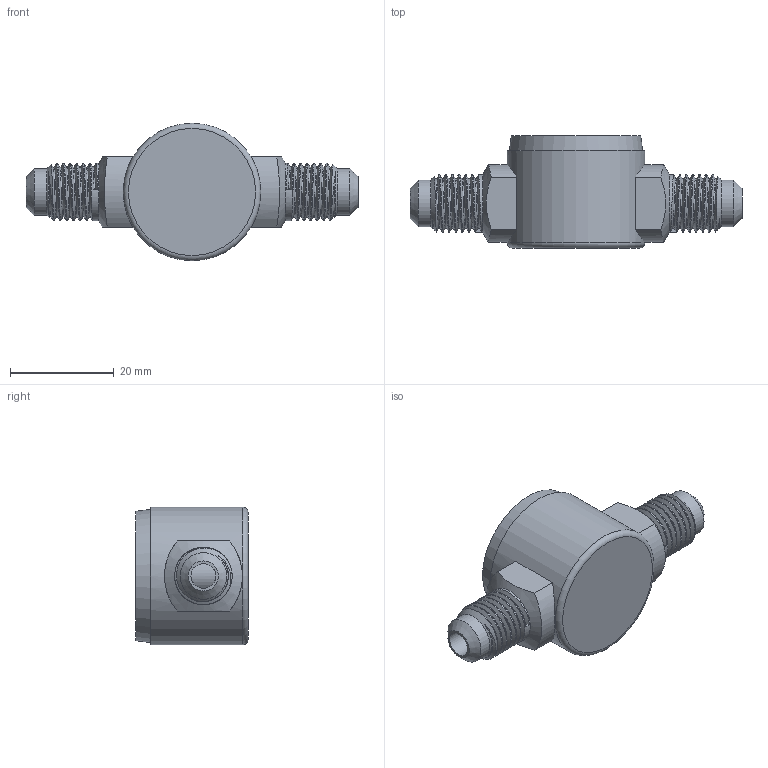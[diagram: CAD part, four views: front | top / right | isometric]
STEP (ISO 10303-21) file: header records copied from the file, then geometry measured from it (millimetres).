
FILE_DESCRIPTION(/* description */ (''),/* implementation_level */ '2;1');
FILE_NAME(/* name */ '014L0161R.stp',/* time_stamp */ '2022-08-31T12:13:39+03:00',/* author */ ('U403152'),/* organization */ (''),/* preprocessor_version */ 'ST-DEVELOPER v18.1',/* originating_system */ 'Autodesk Inventor 2020',/* authorisation */ '');
FILE_SCHEMA (('AUTOMOTIVE_DESIGN { 1 0 10303 214 3 1 1 }'));
Length unit declared in the file: millimetre
Products named in the file (1): Part1
Bounding box: 64 x 21.6 x 26.5 mm (x, y, z)
Volume: 10727.7 mm3; surface area: 6755.4 mm2
Topology: 2 solids, 2 shells, 842 faces, 2355 edges, 1578 vertices
Faces by surface type: plane 447, bspline 344, cylinder 39, cone 10, torus 2
Full cylindrical faces by diameter (mm): 1.4 x2, 2 x1, 3 x1, 4.004 x1, 4.2 x1, 4.8 x2, 4.9 x1, 7 x1, 9 x2, 11.08 x12, 15.6 x1, 16 x1, 19.8 x1, 20 x1, 20.1 x1, 26.5 x1
Entity records: 46737 total; most frequent: CARTESIAN_POINT 26520, ORIENTED_EDGE 4706, DIRECTION 2711, EDGE_CURVE 2353, VERTEX_POINT 1577, LINE 1507, VECTOR 1507, EDGE_LOOP 910
